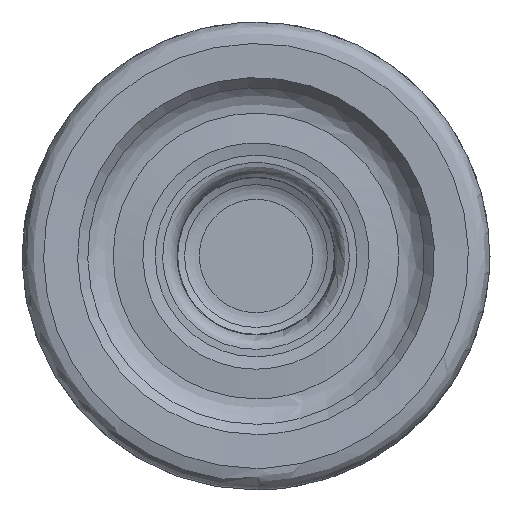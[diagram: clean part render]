
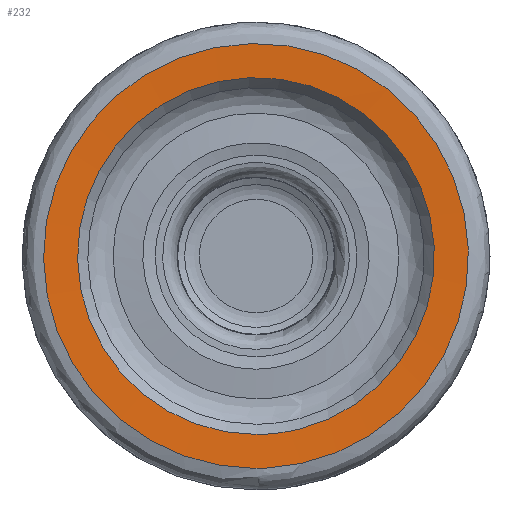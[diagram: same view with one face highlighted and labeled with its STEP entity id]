
A CAD part, left-side view. The second image highlights one B-rep face of the part: STEP entity #232.
In plain terms, the highlighted face is a revolution surface.
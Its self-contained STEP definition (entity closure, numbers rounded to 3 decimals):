
#32=SURFACE_OF_REVOLUTION('',#68,#50);
#50=AXIS1_PLACEMENT('',#750,#641);
#68=LINE('',#749,#78);
#78=VECTOR('',#640,1.254);
#232=ADVANCED_FACE('',(#279,#280),#32,.T.);
#279=FACE_BOUND('',#341,.T.);
#280=FACE_BOUND('',#342,.T.);
#341=EDGE_LOOP('',(#403));
#342=EDGE_LOOP('',(#404));
#403=ORIENTED_EDGE('',*,*,#483,.F.);
#404=ORIENTED_EDGE('',*,*,#484,.T.);
#452=VERTEX_POINT('',#746);
#453=VERTEX_POINT('',#748);
#483=EDGE_CURVE('',#452,#452,#514,.T.);
#484=EDGE_CURVE('',#453,#453,#515,.T.);
#514=CIRCLE('',#560,7.263);
#515=CIRCLE('',#561,6.1);
#560=AXIS2_PLACEMENT_3D('',#745,#636,#637);
#561=AXIS2_PLACEMENT_3D('',#747,#638,#639);
#636=DIRECTION('',(1.,0.,0.));
#637=DIRECTION('',(0.,0.,-1.));
#638=DIRECTION('',(1.,0.,0.));
#639=DIRECTION('',(0.,0.,-1.));
#640=DIRECTION('',(-0.033,-0.952,-0.306));
#641=DIRECTION('',(1.,0.,0.));
#745=CARTESIAN_POINT('',(0.029,0.,0.));
#746=CARTESIAN_POINT('',(0.029,0.,-7.263));
#747=CARTESIAN_POINT('',(0.07,0.,0.));
#748=CARTESIAN_POINT('',(0.07,0.,-6.1));
#749=CARTESIAN_POINT('',(0.07,-6.065,0.649));
#750=CARTESIAN_POINT('',(51.039,0.,0.));
